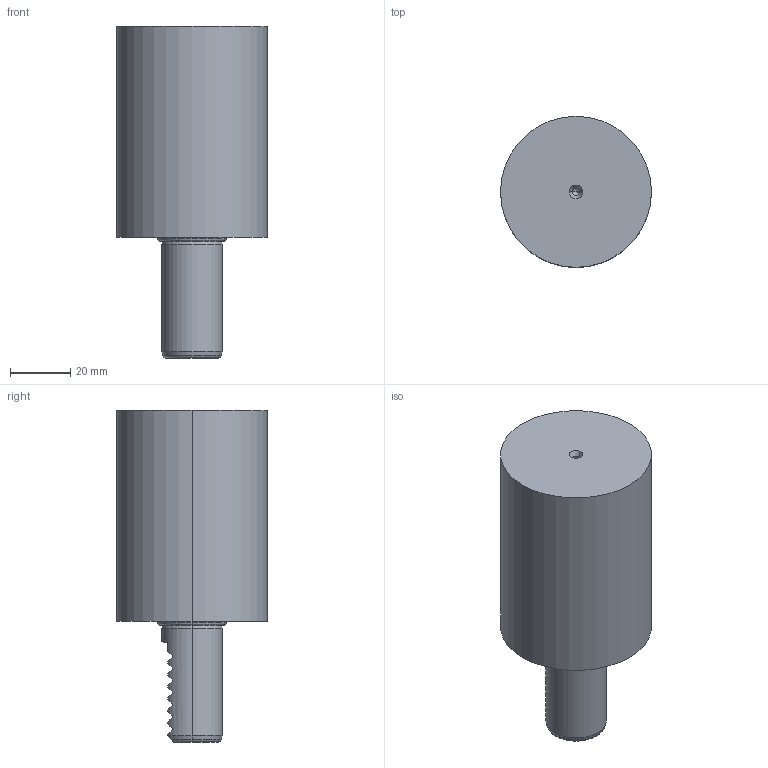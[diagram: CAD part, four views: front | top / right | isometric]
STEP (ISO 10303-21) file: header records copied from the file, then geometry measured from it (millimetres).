
FILE_DESCRIPTION (( 'STEP AP203' ), '1' );
FILE_NAME ('STEP.STEP', '2019-11-06T06:19:20', ( '' ), ( '' ), 'SwSTEP 2.0', 'SolidWorks 2017', '' );
FILE_SCHEMA (( 'CONFIG_CONTROL_DESIGN' ));
Length unit declared in the file: millimetre
Products named in the file (1): STEP
Bounding box: 50 x 50 x 110 mm (x, y, z)
Volume: 148308.7 mm3; surface area: 18281.7 mm2
Topology: 2 solids, 2 shells, 81 faces, 198 edges, 119 vertices
Faces by surface type: plane 30, cylinder 21, cone 17, torus 13
Entity records: 2510 total; most frequent: CARTESIAN_POINT 632, ORIENTED_EDGE 384, DIRECTION 376, EDGE_CURVE 192, AXIS2_PLACEMENT_3D 149, VERTEX_POINT 119, EDGE_LOOP 87, ADVANCED_FACE 81
